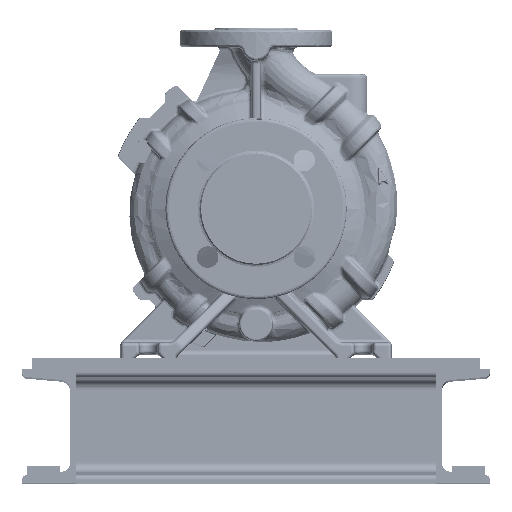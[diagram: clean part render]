
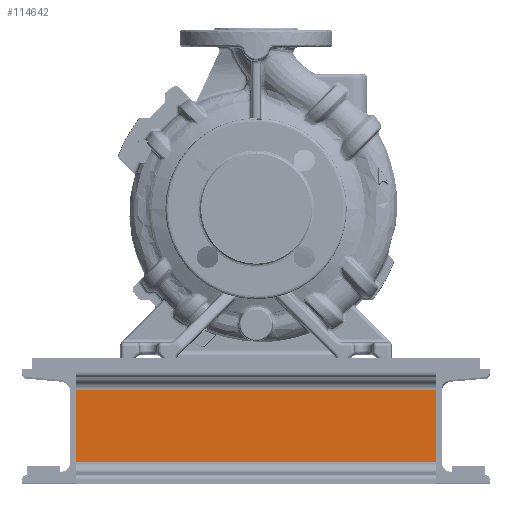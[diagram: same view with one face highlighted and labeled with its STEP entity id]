
A CAD part, top view. The second image highlights one B-rep face of the part: STEP entity #114642.
In plain terms, the highlighted face is planar.
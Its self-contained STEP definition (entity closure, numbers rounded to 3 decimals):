
#6014 = VECTOR ( 'NONE', #54630, 39.37 ) ;
#31541 = CARTESIAN_POINT ( 'NONE',  ( 0.209, 1.263, -6.25 ) ) ;
#36179 = EDGE_LOOP ( 'NONE', ( #80463, #201552, #143629, #235781 ) ) ;
#43480 = CARTESIAN_POINT ( 'NONE',  ( 0.209, -1.263, 6.25 ) ) ;
#49624 = CARTESIAN_POINT ( 'NONE',  ( 0.209, 1.263, 6.25 ) ) ;
#52934 = PLANE ( 'NONE',  #269610 ) ;
#54630 = DIRECTION ( 'NONE',  ( 0., 0., 1. ) ) ;
#80463 = ORIENTED_EDGE ( 'NONE', *, *, #128905, .T. ) ;
#83681 = VECTOR ( 'NONE', #89979, 39.37 ) ;
#89979 = DIRECTION ( 'NONE',  ( 0., -1., 0. ) ) ;
#93339 = CARTESIAN_POINT ( 'NONE',  ( 0.209, -1.263, -6.25 ) ) ;
#114642 = ADVANCED_FACE ( 'NONE', ( #345506 ), #52934, .F. ) ;
#128905 = EDGE_CURVE ( 'NONE', #173709, #226616, #187082, .T. ) ;
#136357 = DIRECTION ( 'NONE',  ( 0., -1., 0. ) ) ;
#137895 = LINE ( 'NONE', #348972, #6014 ) ;
#143629 = ORIENTED_EDGE ( 'NONE', *, *, #210072, .F. ) ;
#155844 = DIRECTION ( 'NONE',  ( 0., 0., 1. ) ) ;
#158739 = DIRECTION ( 'NONE',  ( 0., 0., 1. ) ) ;
#163558 = VECTOR ( 'NONE', #158739, 39.37 ) ;
#173709 = VERTEX_POINT ( 'NONE', #331025 ) ;
#187082 = LINE ( 'NONE', #318277, #163558 ) ;
#189387 = DIRECTION ( 'NONE',  ( -1., 0., 0. ) ) ;
#201552 = ORIENTED_EDGE ( 'NONE', *, *, #307501, .T. ) ;
#210072 = EDGE_CURVE ( 'NONE', #293019, #232481, #137895, .T. ) ;
#214421 = LINE ( 'NONE', #49624, #280142 ) ;
#221213 = LINE ( 'NONE', #31541, #83681 ) ;
#226616 = VERTEX_POINT ( 'NONE', #339311 ) ;
#232481 = VERTEX_POINT ( 'NONE', #43480 ) ;
#235781 = ORIENTED_EDGE ( 'NONE', *, *, #254626, .F. ) ;
#244320 = CARTESIAN_POINT ( 'NONE',  ( 0.209, 1.263, -6.25 ) ) ;
#254626 = EDGE_CURVE ( 'NONE', #173709, #293019, #221213, .T. ) ;
#269610 = AXIS2_PLACEMENT_3D ( 'NONE', #244320, #189387, #155844 ) ;
#280142 = VECTOR ( 'NONE', #136357, 39.37 ) ;
#293019 = VERTEX_POINT ( 'NONE', #93339 ) ;
#307501 = EDGE_CURVE ( 'NONE', #226616, #232481, #214421, .T. ) ;
#318277 = CARTESIAN_POINT ( 'NONE',  ( 0.209, 1.263, -6.25 ) ) ;
#331025 = CARTESIAN_POINT ( 'NONE',  ( 0.209, 1.263, -6.25 ) ) ;
#339311 = CARTESIAN_POINT ( 'NONE',  ( 0.209, 1.263, 6.25 ) ) ;
#345506 = FACE_OUTER_BOUND ( 'NONE', #36179, .T. ) ;
#348972 = CARTESIAN_POINT ( 'NONE',  ( 0.209, -1.263, -6.25 ) ) ;
